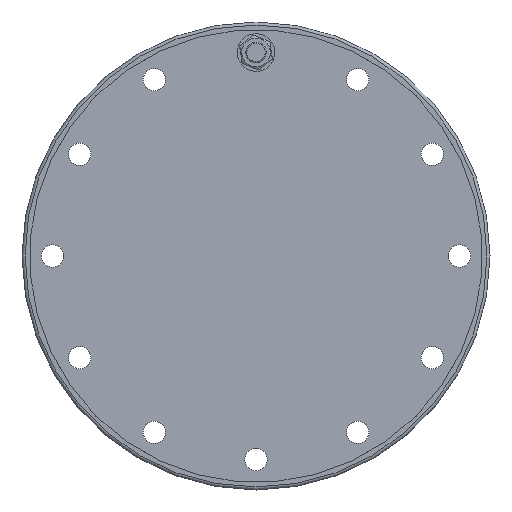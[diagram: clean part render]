
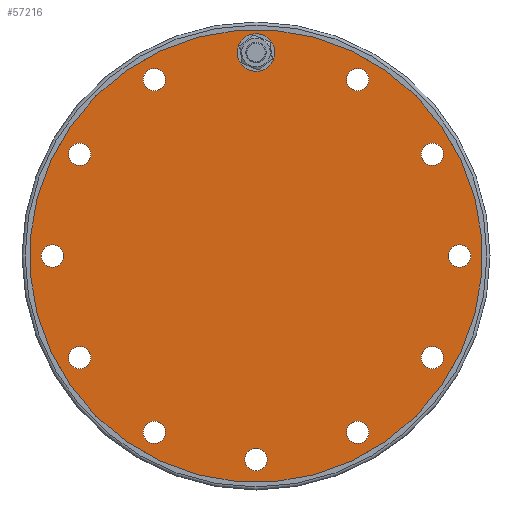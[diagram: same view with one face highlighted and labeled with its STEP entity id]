
A CAD part, left-side view. The second image highlights one B-rep face of the part: STEP entity #57216.
In plain terms, the highlighted planar face has unit normal (-1, 0, 0).
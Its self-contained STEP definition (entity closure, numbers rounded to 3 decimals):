
#17001=PLANE('',#60051);
#17380=FACE_BOUND('',#23850,.T.);
#17381=FACE_BOUND('',#23851,.T.);
#17382=FACE_BOUND('',#23852,.T.);
#17383=FACE_BOUND('',#23853,.T.);
#17384=FACE_BOUND('',#23854,.T.);
#17385=FACE_BOUND('',#23855,.T.);
#17386=FACE_BOUND('',#23856,.T.);
#17387=FACE_BOUND('',#23857,.T.);
#17388=FACE_BOUND('',#23858,.T.);
#17389=FACE_BOUND('',#23859,.T.);
#17390=FACE_BOUND('',#23860,.T.);
#17391=FACE_BOUND('',#23861,.T.);
#20431=FACE_OUTER_BOUND('',#23849,.T.);
#23849=EDGE_LOOP('',(#54005));
#23850=EDGE_LOOP('',(#54006));
#23851=EDGE_LOOP('',(#54007));
#23852=EDGE_LOOP('',(#54008));
#23853=EDGE_LOOP('',(#54009));
#23854=EDGE_LOOP('',(#54010));
#23855=EDGE_LOOP('',(#54011));
#23856=EDGE_LOOP('',(#54012));
#23857=EDGE_LOOP('',(#54013));
#23858=EDGE_LOOP('',(#54014));
#23859=EDGE_LOOP('',(#54015));
#23860=EDGE_LOOP('',(#54016));
#23861=EDGE_LOOP('',(#54017));
#24729=CIRCLE('',#60014,11.);
#24731=CIRCLE('',#60017,11.);
#24733=CIRCLE('',#60020,11.);
#24735=CIRCLE('',#60023,11.);
#24737=CIRCLE('',#60026,11.);
#24739=CIRCLE('',#60029,11.);
#24741=CIRCLE('',#60032,11.);
#24743=CIRCLE('',#60035,11.);
#24745=CIRCLE('',#60038,11.);
#24747=CIRCLE('',#60041,11.);
#24749=CIRCLE('',#60044,11.);
#24751=CIRCLE('',#60047,11.);
#24754=CIRCLE('',#60052,222.5);
#29991=VERTEX_POINT('',#123728);
#29993=VERTEX_POINT('',#123733);
#29995=VERTEX_POINT('',#123738);
#29997=VERTEX_POINT('',#123743);
#29999=VERTEX_POINT('',#123748);
#30001=VERTEX_POINT('',#123753);
#30003=VERTEX_POINT('',#123758);
#30005=VERTEX_POINT('',#123763);
#30007=VERTEX_POINT('',#123768);
#30009=VERTEX_POINT('',#123773);
#30011=VERTEX_POINT('',#123778);
#30013=VERTEX_POINT('',#123783);
#30016=VERTEX_POINT('',#123791);
#37992=EDGE_CURVE('',#29991,#29991,#24729,.T.);
#37994=EDGE_CURVE('',#29993,#29993,#24731,.T.);
#37996=EDGE_CURVE('',#29995,#29995,#24733,.T.);
#37998=EDGE_CURVE('',#29997,#29997,#24735,.T.);
#38000=EDGE_CURVE('',#29999,#29999,#24737,.T.);
#38002=EDGE_CURVE('',#30001,#30001,#24739,.T.);
#38004=EDGE_CURVE('',#30003,#30003,#24741,.T.);
#38006=EDGE_CURVE('',#30005,#30005,#24743,.T.);
#38008=EDGE_CURVE('',#30007,#30007,#24745,.T.);
#38010=EDGE_CURVE('',#30009,#30009,#24747,.T.);
#38012=EDGE_CURVE('',#30011,#30011,#24749,.T.);
#38014=EDGE_CURVE('',#30013,#30013,#24751,.T.);
#38017=EDGE_CURVE('',#30016,#30016,#24754,.T.);
#54005=ORIENTED_EDGE('',*,*,#38017,.F.);
#54006=ORIENTED_EDGE('',*,*,#37992,.T.);
#54007=ORIENTED_EDGE('',*,*,#37994,.T.);
#54008=ORIENTED_EDGE('',*,*,#37996,.T.);
#54009=ORIENTED_EDGE('',*,*,#37998,.T.);
#54010=ORIENTED_EDGE('',*,*,#38000,.T.);
#54011=ORIENTED_EDGE('',*,*,#38002,.T.);
#54012=ORIENTED_EDGE('',*,*,#38004,.T.);
#54013=ORIENTED_EDGE('',*,*,#38006,.T.);
#54014=ORIENTED_EDGE('',*,*,#38008,.T.);
#54015=ORIENTED_EDGE('',*,*,#38010,.T.);
#54016=ORIENTED_EDGE('',*,*,#38012,.T.);
#54017=ORIENTED_EDGE('',*,*,#38014,.T.);
#57216=ADVANCED_FACE('',(#20431,#17380,#17381,#17382,#17383,#17384,#17385,
#17386,#17387,#17388,#17389,#17390,#17391),#17001,.T.);
#60014=AXIS2_PLACEMENT_3D('',#123729,#69561,#69562);
#60017=AXIS2_PLACEMENT_3D('',#123734,#69567,#69568);
#60020=AXIS2_PLACEMENT_3D('',#123739,#69573,#69574);
#60023=AXIS2_PLACEMENT_3D('',#123744,#69579,#69580);
#60026=AXIS2_PLACEMENT_3D('',#123749,#69585,#69586);
#60029=AXIS2_PLACEMENT_3D('',#123754,#69591,#69592);
#60032=AXIS2_PLACEMENT_3D('',#123759,#69597,#69598);
#60035=AXIS2_PLACEMENT_3D('',#123764,#69603,#69604);
#60038=AXIS2_PLACEMENT_3D('',#123769,#69609,#69610);
#60041=AXIS2_PLACEMENT_3D('',#123774,#69615,#69616);
#60044=AXIS2_PLACEMENT_3D('',#123779,#69621,#69622);
#60047=AXIS2_PLACEMENT_3D('',#123784,#69627,#69628);
#60051=AXIS2_PLACEMENT_3D('',#123790,#69635,#69636);
#60052=AXIS2_PLACEMENT_3D('',#123792,#69637,#69638);
#69561=DIRECTION('center_axis',(1.,0.,0.));
#69562=DIRECTION('ref_axis',(0.,0.5,0.866));
#69567=DIRECTION('center_axis',(1.,0.,0.));
#69568=DIRECTION('ref_axis',(0.,0.866,0.5));
#69573=DIRECTION('center_axis',(1.,0.,0.));
#69574=DIRECTION('ref_axis',(0.,1.,0.));
#69579=DIRECTION('center_axis',(1.,0.,0.));
#69580=DIRECTION('ref_axis',(0.,0.866,-0.5));
#69585=DIRECTION('center_axis',(1.,0.,0.));
#69586=DIRECTION('ref_axis',(0.,0.5,-0.866));
#69591=DIRECTION('center_axis',(1.,0.,0.));
#69592=DIRECTION('ref_axis',(0.,0.,-1.));
#69597=DIRECTION('center_axis',(1.,0.,0.));
#69598=DIRECTION('ref_axis',(0.,-0.5,-0.866));
#69603=DIRECTION('center_axis',(1.,0.,0.));
#69604=DIRECTION('ref_axis',(0.,-0.866,-0.5));
#69609=DIRECTION('center_axis',(1.,0.,0.));
#69610=DIRECTION('ref_axis',(0.,-1.,0.));
#69615=DIRECTION('center_axis',(1.,0.,0.));
#69616=DIRECTION('ref_axis',(0.,-0.866,0.5));
#69621=DIRECTION('center_axis',(1.,0.,0.));
#69622=DIRECTION('ref_axis',(0.,-0.5,0.866));
#69627=DIRECTION('center_axis',(1.,0.,0.));
#69628=DIRECTION('ref_axis',(0.,0.,1.));
#69635=DIRECTION('center_axis',(-1.,0.,0.));
#69636=DIRECTION('ref_axis',(0.,0.,1.));
#69637=DIRECTION('center_axis',(1.,0.,0.));
#69638=DIRECTION('ref_axis',(0.,1.,0.));
#123728=CARTESIAN_POINT('',(0.,187.685,-61.29));
#123729=CARTESIAN_POINT('Origin',(0.,193.185,
-51.764));
#123733=CARTESIAN_POINT('',(0.,131.895,-146.921));
#123734=CARTESIAN_POINT('Origin',(0.,141.421,
-141.421));
#123738=CARTESIAN_POINT('',(0.,40.764,-193.185));
#123739=CARTESIAN_POINT('Origin',(0.,51.764,
-193.185));
#123743=CARTESIAN_POINT('',(0.,-61.29,-187.685));
#123744=CARTESIAN_POINT('Origin',(0.,-51.764,
-193.185));
#123748=CARTESIAN_POINT('',(0.,-146.921,-131.895));
#123749=CARTESIAN_POINT('Origin',(0.,-141.421,
-141.421));
#123753=CARTESIAN_POINT('',(0.,-193.185,-40.764));
#123754=CARTESIAN_POINT('Origin',(0.,-193.185,
-51.764));
#123758=CARTESIAN_POINT('',(0.,-187.685,61.29));
#123759=CARTESIAN_POINT('Origin',(0.,-193.185,
51.764));
#123763=CARTESIAN_POINT('',(0.,-131.895,146.921));
#123764=CARTESIAN_POINT('Origin',(0.,-141.421,
141.421));
#123768=CARTESIAN_POINT('',(0.,-40.764,193.185));
#123769=CARTESIAN_POINT('Origin',(0.,-51.764,
193.185));
#123773=CARTESIAN_POINT('',(0.,61.29,187.685));
#123774=CARTESIAN_POINT('Origin',(0.,51.764,
193.185));
#123778=CARTESIAN_POINT('',(0.,146.921,131.895));
#123779=CARTESIAN_POINT('Origin',(0.,141.421,
141.421));
#123783=CARTESIAN_POINT('',(0.,193.185,40.764));
#123784=CARTESIAN_POINT('Origin',(0.,193.185,
51.764));
#123790=CARTESIAN_POINT('Origin',(0.,111.25,0.));
#123791=CARTESIAN_POINT('',(0.,222.5,0.));
#123792=CARTESIAN_POINT('Origin',(0.,0.,0.));
